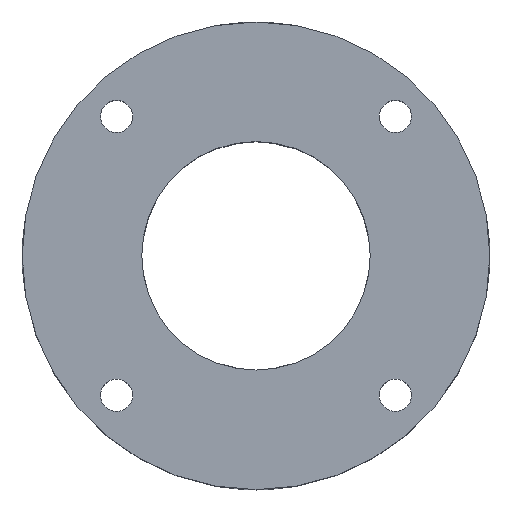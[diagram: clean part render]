
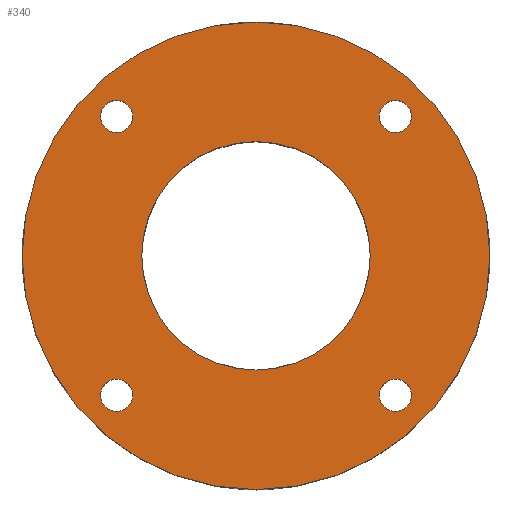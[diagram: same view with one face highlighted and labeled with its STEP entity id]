
A CAD part, top view. The second image highlights one B-rep face of the part: STEP entity #340.
In plain terms, the highlighted planar face has unit normal (0, 0, 1).
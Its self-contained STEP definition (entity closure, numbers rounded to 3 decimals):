
#6 = ORIENTED_EDGE ( 'NONE', *, *, #1537, .T. ) ;
#8 = CARTESIAN_POINT ( 'NONE',  ( 17.3, -15.5, 20. ) ) ;
#18 = DIRECTION ( 'NONE',  ( 0., 0., -1. ) ) ;
#52 = CIRCLE ( 'NONE', #1685, 1.8 ) ;
#60 = AXIS2_PLACEMENT_3D ( 'NONE', #1259, #857, #695 ) ;
#62 = CARTESIAN_POINT ( 'NONE',  ( 15.5, -15.5, 20. ) ) ;
#90 = AXIS2_PLACEMENT_3D ( 'NONE', #1787, #1332, #1169 ) ;
#102 = AXIS2_PLACEMENT_3D ( 'NONE', #536, #544, #1285 ) ;
#117 = CARTESIAN_POINT ( 'NONE',  ( 0., 0., 20. ) ) ;
#127 = DIRECTION ( 'NONE',  ( 0., 0., -1. ) ) ;
#145 = AXIS2_PLACEMENT_3D ( 'NONE', #1904, #1879, #447 ) ;
#154 = CIRCLE ( 'NONE', #284, 1.8 ) ;
#191 = ORIENTED_EDGE ( 'NONE', *, *, #671, .T. ) ;
#223 = EDGE_LOOP ( 'NONE', ( #414, #657 ) ) ;
#245 = AXIS2_PLACEMENT_3D ( 'NONE', #1856, #540, #1125 ) ;
#271 = CARTESIAN_POINT ( 'NONE',  ( -15.5, -15.5, 20. ) ) ;
#284 = AXIS2_PLACEMENT_3D ( 'NONE', #349, #936, #1232 ) ;
#329 = DIRECTION ( 'NONE',  ( 0., 0., -1. ) ) ;
#333 = VERTEX_POINT ( 'NONE', #720 ) ;
#340 = ADVANCED_FACE ( 'NONE', ( #436, #1640, #910, #475, #1093, #1906 ), #1181, .T. ) ;
#349 = CARTESIAN_POINT ( 'NONE',  ( -15.5, 15.5, 20. ) ) ;
#357 = CARTESIAN_POINT ( 'NONE',  ( 13.7, 15.5, 20. ) ) ;
#376 = EDGE_CURVE ( 'NONE', #770, #911, #1208, .T. ) ;
#401 = CIRCLE ( 'NONE', #1497, 12.7 ) ;
#414 = ORIENTED_EDGE ( 'NONE', *, *, #376, .F. ) ;
#429 = DIRECTION ( 'NONE',  ( 0., 0., 1. ) ) ;
#432 = CARTESIAN_POINT ( 'NONE',  ( 12.7, 0., 20. ) ) ;
#434 = ORIENTED_EDGE ( 'NONE', *, *, #801, .T. ) ;
#436 = FACE_BOUND ( 'NONE', #1849, .T. ) ;
#439 = AXIS2_PLACEMENT_3D ( 'NONE', #62, #514, #667 ) ;
#447 = DIRECTION ( 'NONE',  ( -1., 0., 0. ) ) ;
#448 = CARTESIAN_POINT ( 'NONE',  ( 0., 0., 20. ) ) ;
#449 = VERTEX_POINT ( 'NONE', #1802 ) ;
#461 = DIRECTION ( 'NONE',  ( 0., 0., -1. ) ) ;
#470 = CARTESIAN_POINT ( 'NONE',  ( -15.5, -15.5, 20. ) ) ;
#475 = FACE_BOUND ( 'NONE', #952, .T. ) ;
#499 = CIRCLE ( 'NONE', #439, 1.8 ) ;
#514 = DIRECTION ( 'NONE',  ( 0., 0., -1. ) ) ;
#536 = CARTESIAN_POINT ( 'NONE',  ( -15.5, 15.5, 20. ) ) ;
#540 = DIRECTION ( 'NONE',  ( 0., 0., -1. ) ) ;
#543 = ORIENTED_EDGE ( 'NONE', *, *, #776, .T. ) ;
#544 = DIRECTION ( 'NONE',  ( 0., 0., -1. ) ) ;
#572 = CARTESIAN_POINT ( 'NONE',  ( 17.3, 15.5, 20. ) ) ;
#578 = ORIENTED_EDGE ( 'NONE', *, *, #1176, .T. ) ;
#584 = EDGE_LOOP ( 'NONE', ( #1805, #815 ) ) ;
#645 = ORIENTED_EDGE ( 'NONE', *, *, #1722, .T. ) ;
#657 = ORIENTED_EDGE ( 'NONE', *, *, #1490, .F. ) ;
#667 = DIRECTION ( 'NONE',  ( -1., 0., 0. ) ) ;
#670 = CARTESIAN_POINT ( 'NONE',  ( 26., 0., 20. ) ) ;
#671 = EDGE_CURVE ( 'NONE', #1754, #1710, #1897, .T. ) ;
#695 = DIRECTION ( 'NONE',  ( -1., 0., 0. ) ) ;
#720 = CARTESIAN_POINT ( 'NONE',  ( -17.3, -15.5, 20. ) ) ;
#752 = AXIS2_PLACEMENT_3D ( 'NONE', #448, #127, #1603 ) ;
#770 = VERTEX_POINT ( 'NONE', #1003 ) ;
#776 = EDGE_CURVE ( 'NONE', #449, #1014, #978, .T. ) ;
#783 = EDGE_LOOP ( 'NONE', ( #961, #191 ) ) ;
#797 = VERTEX_POINT ( 'NONE', #856 ) ;
#801 = EDGE_CURVE ( 'NONE', #333, #797, #52, .T. ) ;
#809 = VERTEX_POINT ( 'NONE', #572 ) ;
#815 = ORIENTED_EDGE ( 'NONE', *, *, #1097, .T. ) ;
#823 = VERTEX_POINT ( 'NONE', #1519 ) ;
#824 = CARTESIAN_POINT ( 'NONE',  ( -12.7, 0., 20. ) ) ;
#856 = CARTESIAN_POINT ( 'NONE',  ( -13.7, -15.5, 20. ) ) ;
#857 = DIRECTION ( 'NONE',  ( 0., 0., -1. ) ) ;
#882 = CARTESIAN_POINT ( 'NONE',  ( 26., 0., 20. ) ) ;
#910 = FACE_BOUND ( 'NONE', #1728, .T. ) ;
#911 = VERTEX_POINT ( 'NONE', #670 ) ;
#916 = DIRECTION ( 'NONE',  ( -1., 0., 0. ) ) ;
#929 = CIRCLE ( 'NONE', #1726, 26. ) ;
#936 = DIRECTION ( 'NONE',  ( 0., 0., -1. ) ) ;
#952 = EDGE_LOOP ( 'NONE', ( #434, #578 ) ) ;
#961 = ORIENTED_EDGE ( 'NONE', *, *, #998, .T. ) ;
#978 = CIRCLE ( 'NONE', #145, 1.8 ) ;
#998 = EDGE_CURVE ( 'NONE', #1710, #1754, #401, .T. ) ;
#1003 = CARTESIAN_POINT ( 'NONE',  ( -26., 0., 20. ) ) ;
#1014 = VERTEX_POINT ( 'NONE', #8 ) ;
#1078 = CIRCLE ( 'NONE', #1696, 1.8 ) ;
#1093 = FACE_BOUND ( 'NONE', #783, .T. ) ;
#1097 = EDGE_CURVE ( 'NONE', #809, #1622, #1743, .T. ) ;
#1125 = DIRECTION ( 'NONE',  ( -1., 0., 0. ) ) ;
#1166 = CIRCLE ( 'NONE', #102, 1.8 ) ;
#1169 = DIRECTION ( 'NONE',  ( -1., 0., 0. ) ) ;
#1176 = EDGE_CURVE ( 'NONE', #797, #333, #1078, .T. ) ;
#1181 = PLANE ( 'NONE',  #1324 ) ;
#1208 = CIRCLE ( 'NONE', #752, 26. ) ;
#1232 = DIRECTION ( 'NONE',  ( -1., 0., 0. ) ) ;
#1259 = CARTESIAN_POINT ( 'NONE',  ( 15.5, 15.5, 20. ) ) ;
#1267 = EDGE_CURVE ( 'NONE', #1336, #823, #154, .T. ) ;
#1285 = DIRECTION ( 'NONE',  ( -1., 0., 0. ) ) ;
#1288 = DIRECTION ( 'NONE',  ( 0., 0., -1. ) ) ;
#1299 = DIRECTION ( 'NONE',  ( 1., 0., 0. ) ) ;
#1318 = CIRCLE ( 'NONE', #60, 1.8 ) ;
#1324 = AXIS2_PLACEMENT_3D ( 'NONE', #882, #429, #1299 ) ;
#1332 = DIRECTION ( 'NONE',  ( 0., 0., -1. ) ) ;
#1336 = VERTEX_POINT ( 'NONE', #1876 ) ;
#1486 = DIRECTION ( 'NONE',  ( -1., 0., 0. ) ) ;
#1490 = EDGE_CURVE ( 'NONE', #911, #770, #929, .T. ) ;
#1497 = AXIS2_PLACEMENT_3D ( 'NONE', #117, #18, #1877 ) ;
#1504 = ORIENTED_EDGE ( 'NONE', *, *, #1267, .T. ) ;
#1519 = CARTESIAN_POINT ( 'NONE',  ( -17.3, 15.5, 20. ) ) ;
#1537 = EDGE_CURVE ( 'NONE', #1014, #449, #499, .T. ) ;
#1603 = DIRECTION ( 'NONE',  ( -1., 0., 0. ) ) ;
#1622 = VERTEX_POINT ( 'NONE', #357 ) ;
#1640 = FACE_BOUND ( 'NONE', #584, .T. ) ;
#1685 = AXIS2_PLACEMENT_3D ( 'NONE', #271, #1288, #1733 ) ;
#1696 = AXIS2_PLACEMENT_3D ( 'NONE', #470, #329, #916 ) ;
#1710 = VERTEX_POINT ( 'NONE', #824 ) ;
#1722 = EDGE_CURVE ( 'NONE', #823, #1336, #1166, .T. ) ;
#1726 = AXIS2_PLACEMENT_3D ( 'NONE', #1776, #461, #1486 ) ;
#1728 = EDGE_LOOP ( 'NONE', ( #645, #1504 ) ) ;
#1733 = DIRECTION ( 'NONE',  ( -1., 0., 0. ) ) ;
#1743 = CIRCLE ( 'NONE', #90, 1.8 ) ;
#1754 = VERTEX_POINT ( 'NONE', #432 ) ;
#1776 = CARTESIAN_POINT ( 'NONE',  ( 0., 0., 20. ) ) ;
#1787 = CARTESIAN_POINT ( 'NONE',  ( 15.5, 15.5, 20. ) ) ;
#1802 = CARTESIAN_POINT ( 'NONE',  ( 13.7, -15.5, 20. ) ) ;
#1805 = ORIENTED_EDGE ( 'NONE', *, *, #1899, .T. ) ;
#1849 = EDGE_LOOP ( 'NONE', ( #543, #6 ) ) ;
#1856 = CARTESIAN_POINT ( 'NONE',  ( 0., 0., 20. ) ) ;
#1876 = CARTESIAN_POINT ( 'NONE',  ( -13.7, 15.5, 20. ) ) ;
#1877 = DIRECTION ( 'NONE',  ( -1., 0., 0. ) ) ;
#1879 = DIRECTION ( 'NONE',  ( 0., 0., -1. ) ) ;
#1897 = CIRCLE ( 'NONE', #245, 12.7 ) ;
#1899 = EDGE_CURVE ( 'NONE', #1622, #809, #1318, .T. ) ;
#1904 = CARTESIAN_POINT ( 'NONE',  ( 15.5, -15.5, 20. ) ) ;
#1906 = FACE_OUTER_BOUND ( 'NONE', #223, .T. ) ;
